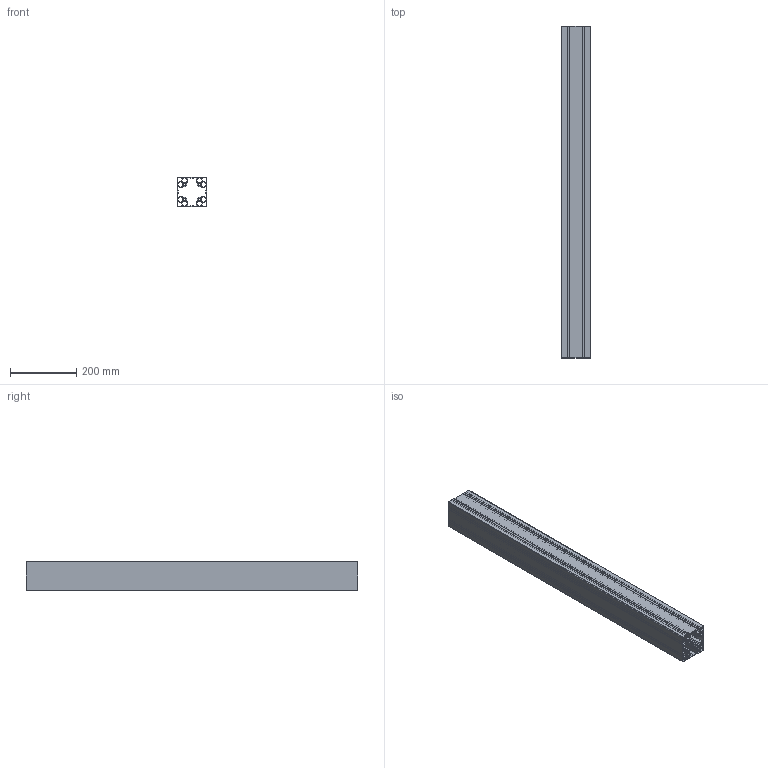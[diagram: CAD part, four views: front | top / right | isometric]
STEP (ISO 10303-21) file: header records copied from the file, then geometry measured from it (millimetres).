
FILE_DESCRIPTION(/* description */ (''),/* implementation_level */ '2;1');
FILE_NAME(/* name */ '10-90904S-0 - 1M.step',/* time_stamp */ '2021-09-20T15:16:32-04:00',/* author */ (''),/* organization */ (''),/* preprocessor_version */ 'ST-DEVELOPER v18.1',/* originating_system */ 'Autodesk Translation Framework v10.10.0.1391',/* authorisation */ '');
FILE_SCHEMA (('AUTOMOTIVE_DESIGN { 1 0 10303 214 3 1 1 }'));
Length unit declared in the file: millimetre
Products named in the file (1): 10-90904S-0
Bounding box: 90 x 1000 x 90 mm (x, y, z)
Volume: 1648529.5 mm3; surface area: 1474698.2 mm2
Topology: 1 solids, 1 shells, 270 faces, 804 edges, 536 vertices
Faces by surface type: plane 190, cylinder 80
Entity records: 9120 total; most frequent: CARTESIAN_POINT 1611, ORIENTED_EDGE 1608, DIRECTION 1506, EDGE_CURVE 804, LINE 644, VECTOR 644, VERTEX_POINT 536, AXIS2_PLACEMENT_3D 431
